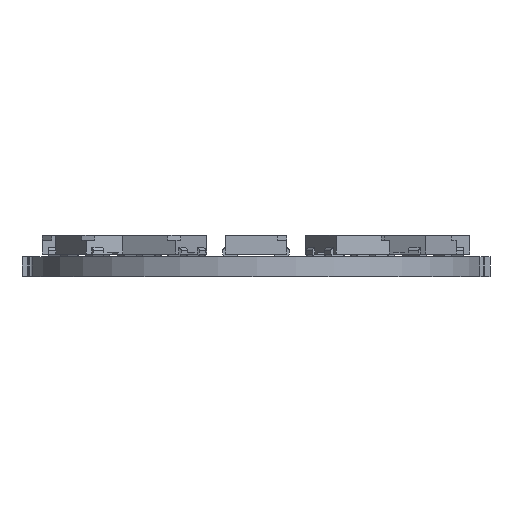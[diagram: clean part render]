
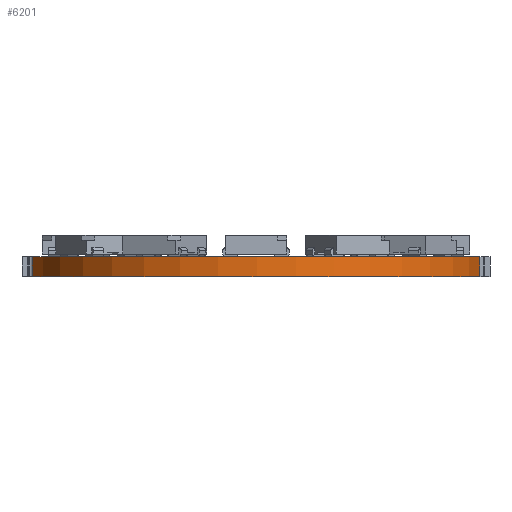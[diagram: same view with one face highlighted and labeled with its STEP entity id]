
A CAD part, left-side view. The second image highlights one B-rep face of the part: STEP entity #6201.
In plain terms, the highlighted cylindrical face has radius 18.35 mm (diameter 36.7 mm), a partial arc.
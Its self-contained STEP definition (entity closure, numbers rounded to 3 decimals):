
#5165=CYLINDRICAL_SURFACE('',#21234,18.35);
#5464=FACE_OUTER_BOUND('',#11063,.T.);
#6201=ADVANCED_FACE('',(#5464),#5165,.T.);
#7721=LINE('',#28193,#9389);
#7722=LINE('',#28197,#9390);
#9389=VECTOR('',#23183,1.);
#9390=VECTOR('',#23186,1.);
#11063=EDGE_LOOP('',(#12600,#12601,#12602,#12603));
#12600=ORIENTED_EDGE('',*,*,#18447,.F.);
#12601=ORIENTED_EDGE('',*,*,#18490,.T.);
#12602=ORIENTED_EDGE('',*,*,#18491,.T.);
#12603=ORIENTED_EDGE('',*,*,#18492,.F.);
#16713=VERTEX_POINT('',#28019);
#16714=VERTEX_POINT('',#28021);
#16756=VERTEX_POINT('',#28194);
#16757=VERTEX_POINT('',#28196);
#18447=EDGE_CURVE('',#16713,#16714,#20468,.T.);
#18490=EDGE_CURVE('',#16713,#16756,#7721,.T.);
#18491=EDGE_CURVE('',#16756,#16757,#20485,.T.);
#18492=EDGE_CURVE('',#16714,#16757,#7722,.T.);
#20468=CIRCLE('',#21204,18.35);
#20485=CIRCLE('',#21233,18.35);
#21204=AXIS2_PLACEMENT_3D('',#28020,#23107,#23108);
#21233=AXIS2_PLACEMENT_3D('',#28195,#23184,#23185);
#21234=AXIS2_PLACEMENT_3D('',#28198,#23187,#23188);
#23107=DIRECTION('',(0.,0.,1.));
#23108=DIRECTION('',(1.,0.,0.));
#23183=DIRECTION('',(0.,0.,-1.));
#23184=DIRECTION('',(0.,0.,1.));
#23185=DIRECTION('',(1.,0.,0.));
#23186=DIRECTION('',(0.,0.,-1.));
#23187=DIRECTION('',(0.,0.,-1.));
#23188=DIRECTION('',(-1.,0.,0.));
#28019=CARTESIAN_POINT('',(-3.512,18.011,1.61));
#28020=CARTESIAN_POINT('',(0.,0.,1.61));
#28021=CARTESIAN_POINT('',(-3.35,-18.042,1.61));
#28193=CARTESIAN_POINT('',(-3.512,18.011,1.61));
#28194=CARTESIAN_POINT('',(-3.512,18.011,0.));
#28195=CARTESIAN_POINT('',(0.,0.,0.));
#28196=CARTESIAN_POINT('',(-3.35,-18.042,0.));
#28197=CARTESIAN_POINT('',(-3.35,-18.042,1.61));
#28198=CARTESIAN_POINT('',(0.,0.,1.61));
